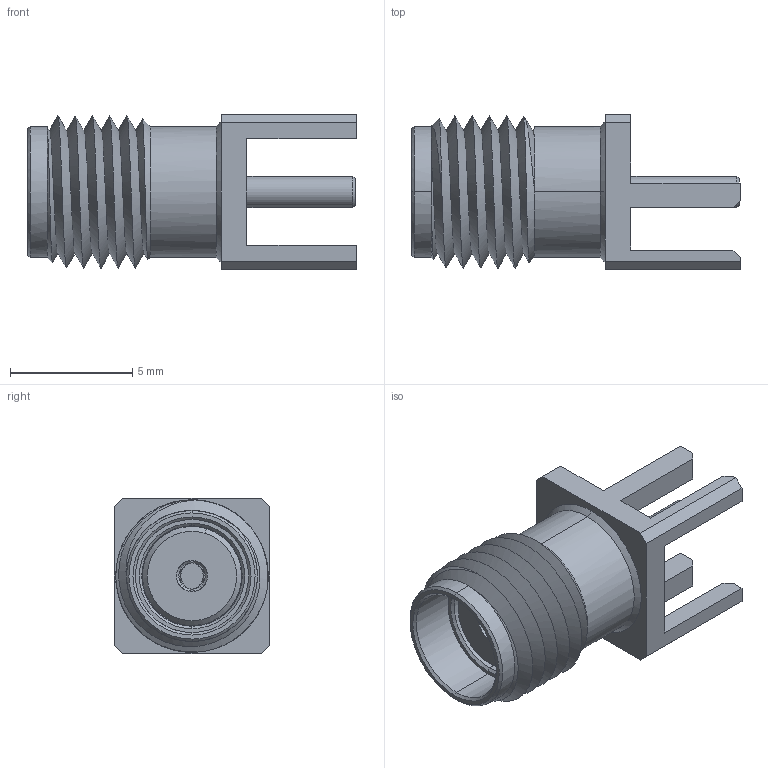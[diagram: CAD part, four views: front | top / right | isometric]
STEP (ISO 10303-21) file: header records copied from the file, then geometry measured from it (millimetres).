
FILE_DESCRIPTION (( 'STEP AP214' ), '1' );
FILE_NAME ('FMCN5194_3D.step', '2024-07-31T17:10:02', ( '' ), ( '' ), 'SwSTEP 2.0', 'SolidWorks 2022', '' );
FILE_SCHEMA (( 'AUTOMOTIVE_DESIGN' ));
Length unit declared in the file: inch
Products named in the file (4): Copy of 1.igs_9^FMCN5194; FMCN5194_3D; Copy of 2.igs_8^FMCN5194; Copy of 3.igs_9^FMCN5194
Assembly tree (3 placements, depth 2):
  FMCN5194_3D
    Copy of 1.igs_9^FMCN5194
    Copy of 2.igs_8^FMCN5194
    Copy of 3.igs_9^FMCN5194
Bounding box: 13.42 x 6.35 x 6.35 mm (x, y, z)
Volume: 183.4 mm3; surface area: 640.1 mm2
Topology: 2 solids, 3 shells, 105 faces, 272 edges, 175 vertices
Faces by surface type: plane 43, cylinder 34, cone 20, bspline 8
Entity records: 7749 total; most frequent: CARTESIAN_POINT 4259, ORIENTED_EDGE 533, DIRECTION 438, EDGE_CURVE 270, VERTEX_POINT 175, AXIS2_PLACEMENT_3D 159, VECTOR 120, LINE 120
